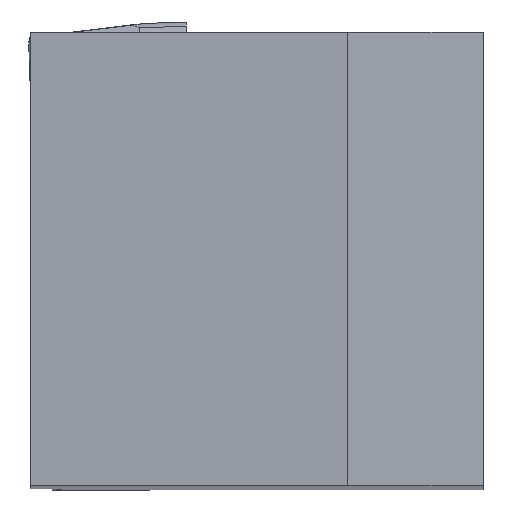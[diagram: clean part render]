
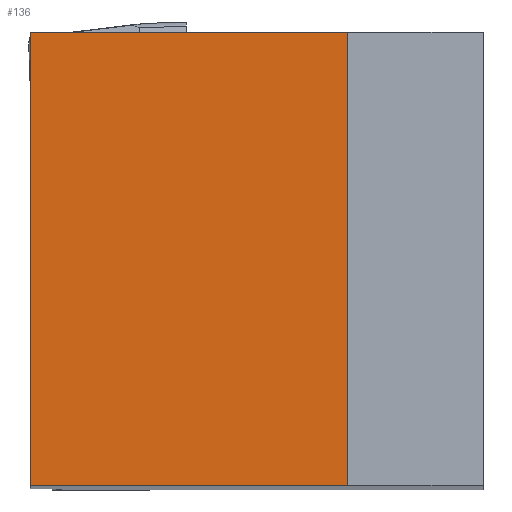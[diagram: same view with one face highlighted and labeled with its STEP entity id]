
A CAD part, top view. The second image highlights one B-rep face of the part: STEP entity #136.
In plain terms, the highlighted planar face has unit normal (0, 0, 1).
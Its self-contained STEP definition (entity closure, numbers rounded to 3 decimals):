
#136=ADVANCED_FACE('',(#207),#175,.T.);
#175=PLANE('',#902);
#207=FACE_OUTER_BOUND('',#242,.T.);
#242=EDGE_LOOP('',(#323,#324,#325,#326));
#323=ORIENTED_EDGE('',*,*,#580,.F.);
#324=ORIENTED_EDGE('',*,*,#583,.F.);
#325=ORIENTED_EDGE('',*,*,#571,.F.);
#326=ORIENTED_EDGE('',*,*,#566,.F.);
#493=VERTEX_POINT('',#1202);
#496=VERTEX_POINT('',#1207);
#500=VERTEX_POINT('',#1218);
#506=VERTEX_POINT('',#1233);
#566=EDGE_CURVE('',#496,#493,#667,.T.);
#571=EDGE_CURVE('',#493,#500,#672,.T.);
#580=EDGE_CURVE('',#506,#496,#681,.T.);
#583=EDGE_CURVE('',#500,#506,#684,.T.);
#667=LINE('',#1208,#753);
#672=LINE('',#1217,#758);
#681=LINE('',#1234,#767);
#684=LINE('',#1239,#770);
#753=VECTOR('',#986,1.);
#758=VECTOR('',#993,1.);
#767=VECTOR('',#1004,1.);
#770=VECTOR('',#1011,1.);
#902=AXIS2_PLACEMENT_3D('',#1240,#1012,#1013);
#986=DIRECTION('',(0.,1.,0.));
#993=DIRECTION('',(1.,0.,0.));
#1004=DIRECTION('',(-1.,0.,0.));
#1011=DIRECTION('',(0.,-1.,0.));
#1012=DIRECTION('',(0.,0.,1.));
#1013=DIRECTION('',(-1.,0.,0.));
#1202=CARTESIAN_POINT('',(0.,10.,0.));
#1207=CARTESIAN_POINT('',(0.,0.,0.));
#1208=CARTESIAN_POINT('',(0.,10.,0.));
#1217=CARTESIAN_POINT('',(10.,10.,0.));
#1218=CARTESIAN_POINT('',(7.,10.,0.));
#1233=CARTESIAN_POINT('',(7.,0.,0.));
#1234=CARTESIAN_POINT('',(0.,0.,0.));
#1239=CARTESIAN_POINT('',(7.,10.,0.));
#1240=CARTESIAN_POINT('',(0.,10.,0.));
